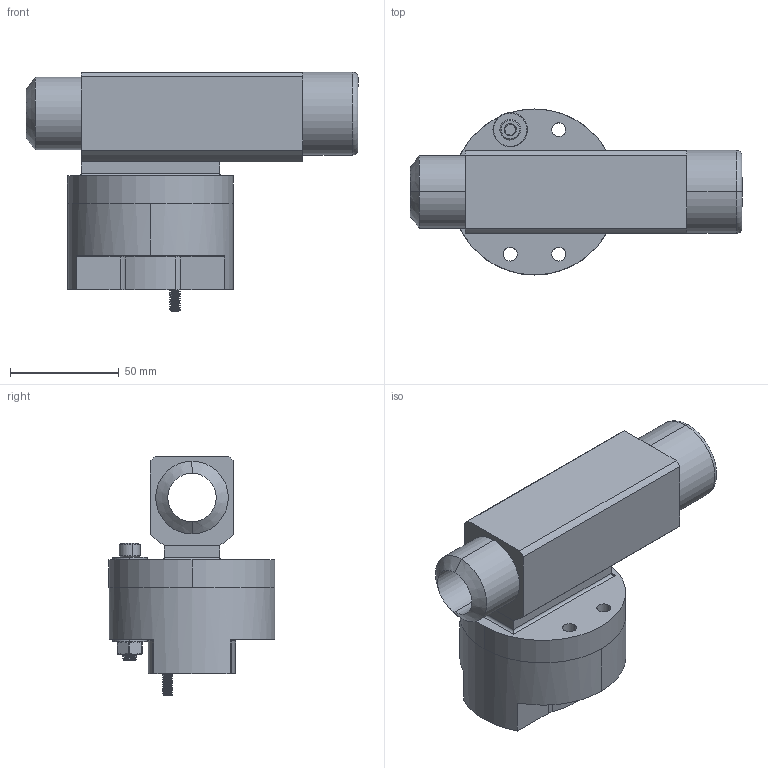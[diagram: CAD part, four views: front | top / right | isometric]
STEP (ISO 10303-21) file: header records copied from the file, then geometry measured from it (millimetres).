
FILE_DESCRIPTION (( 'STEP AP203' ), '1' );
FILE_NAME ('nozzle002.STEP', '2023-06-20T18:14:05', ( '' ), ( '' ), 'SwSTEP 2.0', 'SolidWorks 2023', '' );
FILE_SCHEMA (( 'CONFIG_CONTROL_DESIGN' ));
Length unit declared in the file: inch
Products named in the file (9): nozzle002; 90044A424_Black-Oxide Alloy Steel Socket Head Screw_90044A424; nozzle_mod; end_effector_attachment_001; 90107A029_316 Stainless Steel Washer_90107A029; end_effector_attachment_002; 91251A249_Black-Oxide Alloy Steel Socket Head Screw_91251A249; 92141A011_18-8 Stainless Steel Washer_92141A011; 95462A029_Medium-Strength Steel Hex Nut_95462A029
Assembly tree (9 placements, depth 2):
  nozzle002
    nozzle_mod
    end_effector_attachment_001
    end_effector_attachment_002
    90044A424_Black-Oxide Alloy Steel Socket Head Screw_90044A424
    95462A029_Medium-Strength Steel Hex Nut_95462A029
    91251A249_Black-Oxide Alloy Steel Socket Head Screw_91251A249
    92141A011_18-8 Stainless Steel Washer_92141A011
    90107A029_316 Stainless Steel Washer_90107A029  x2
Bounding box: 152.4 x 76.2 x 110.11 mm (x, y, z)
Volume: 349411.4 mm3; surface area: 76623 mm2
Topology: 9 solids, 9 shells, 680 faces, 1728 edges, 1129 vertices
Faces by surface type: plane 267, cylinder 242, cone 139, torus 23, bspline 9
Entity records: 29091 total; most frequent: CARTESIAN_POINT 12046, ORIENTED_EDGE 3416, DIRECTION 3320, EDGE_CURVE 1708, AXIS2_PLACEMENT_3D 1222, VERTEX_POINT 1117, LINE 876, VECTOR 876
